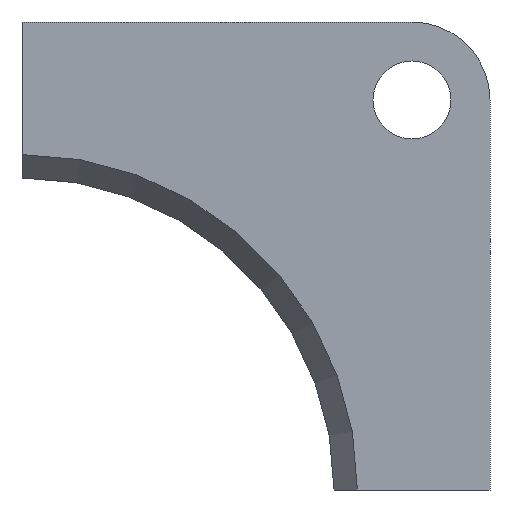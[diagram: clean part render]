
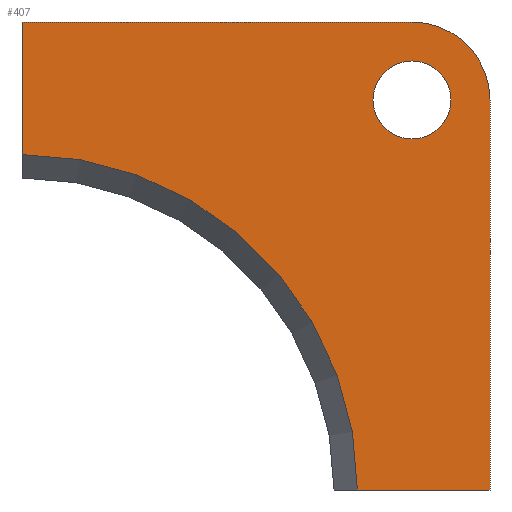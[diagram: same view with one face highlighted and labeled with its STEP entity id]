
A CAD part, front view. The second image highlights one B-rep face of the part: STEP entity #407.
In plain terms, the highlighted planar face has unit normal (0, -1, 0).
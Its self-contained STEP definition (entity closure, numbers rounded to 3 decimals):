
#17=CARTESIAN_POINT('',(50.,0.,50.));
#18=DIRECTION('',(0.,-1.,0.));
#19=DIRECTION('',(1.,0.,0.));
#20=AXIS2_PLACEMENT_3D('',#17,#18,#19);
#26=CARTESIAN_POINT('',(50.,0.,50.));
#27=DIRECTION('',(0.,-1.,0.));
#28=DIRECTION('',(-1.,0.,0.));
#29=AXIS2_PLACEMENT_3D('',#26,#27,#28);
#34=DIRECTION('',(-1.,0.,0.));
#35=VECTOR('',#34,17.);
#36=CARTESIAN_POINT('',(60.,0.,0.));
#37=LINE('',#36,#35);
#41=CARTESIAN_POINT('',(0.,0.,0.));
#42=DIRECTION('',(0.,1.,0.));
#43=DIRECTION('',(0.,0.,1.));
#44=AXIS2_PLACEMENT_3D('',#41,#42,#43);
#49=DIRECTION('',(0.,0.,-1.));
#50=VECTOR('',#49,17.);
#51=CARTESIAN_POINT('',(0.,0.,60.));
#52=LINE('',#51,#50);
#56=DIRECTION('',(1.,0.,0.));
#57=VECTOR('',#56,50.);
#58=CARTESIAN_POINT('',(0.,0.,60.));
#59=LINE('',#58,#57);
#63=CARTESIAN_POINT('',(50.,0.,50.));
#64=DIRECTION('',(0.,-1.,0.));
#65=DIRECTION('',(1.,0.,0.));
#66=AXIS2_PLACEMENT_3D('',#63,#64,#65);
#71=DIRECTION('',(0.,0.,-1.));
#72=VECTOR('',#71,50.);
#73=CARTESIAN_POINT('',(60.,0.,50.));
#74=LINE('',#73,#72);
#326=CARTESIAN_POINT('',(60.,0.,50.));
#327=CARTESIAN_POINT('',(50.,0.,60.));
#328=VERTEX_POINT('',#326);
#329=VERTEX_POINT('',#327);
#334=CARTESIAN_POINT('',(55.,0.,50.));
#335=CARTESIAN_POINT('',(45.,0.,50.));
#336=VERTEX_POINT('',#334);
#337=VERTEX_POINT('',#335);
#342=CARTESIAN_POINT('',(60.,0.,0.));
#343=CARTESIAN_POINT('',(43.,0.,0.));
#344=VERTEX_POINT('',#342);
#345=VERTEX_POINT('',#343);
#346=CARTESIAN_POINT('',(0.,0.,60.));
#347=CARTESIAN_POINT('',(0.,0.,43.));
#348=VERTEX_POINT('',#346);
#349=VERTEX_POINT('',#347);
#382=CARTESIAN_POINT('',(0.,0.,0.));
#383=DIRECTION('',(0.,1.,0.));
#384=DIRECTION('',(1.,0.,0.));
#385=AXIS2_PLACEMENT_3D('',#382,#383,#384);
#386=PLANE('',#385);
#388=ORIENTED_EDGE('',*,*,#387,.T.);
#390=ORIENTED_EDGE('',*,*,#389,.F.);
#392=ORIENTED_EDGE('',*,*,#391,.F.);
#394=ORIENTED_EDGE('',*,*,#393,.T.);
#396=ORIENTED_EDGE('',*,*,#395,.F.);
#398=ORIENTED_EDGE('',*,*,#397,.T.);
#399=EDGE_LOOP('',(#388,#390,#392,#394,#396,#398));
#400=FACE_OUTER_BOUND('',#399,.F.);
#402=ORIENTED_EDGE('',*,*,#401,.T.);
#404=ORIENTED_EDGE('',*,*,#403,.T.);
#405=EDGE_LOOP('',(#402,#404));
#406=FACE_BOUND('',#405,.F.);
#21=CIRCLE('',#20,5.);
#30=CIRCLE('',#29,5.);
#45=CIRCLE('',#44,43.);
#67=CIRCLE('',#66,10.);
#387=EDGE_CURVE('',#344,#345,#37,.T.);
#389=EDGE_CURVE('',#349,#345,#45,.T.);
#391=EDGE_CURVE('',#348,#349,#52,.T.);
#393=EDGE_CURVE('',#348,#329,#59,.T.);
#395=EDGE_CURVE('',#328,#329,#67,.T.);
#397=EDGE_CURVE('',#328,#344,#74,.T.);
#401=EDGE_CURVE('',#336,#337,#21,.T.);
#403=EDGE_CURVE('',#337,#336,#30,.T.);
#407=ADVANCED_FACE('',(#400,#406),#386,.F.);
